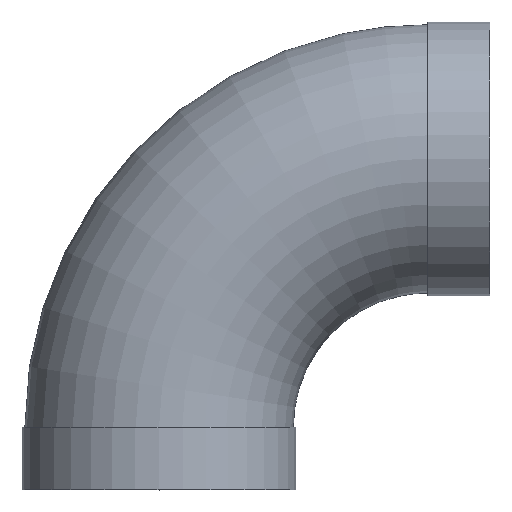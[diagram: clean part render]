
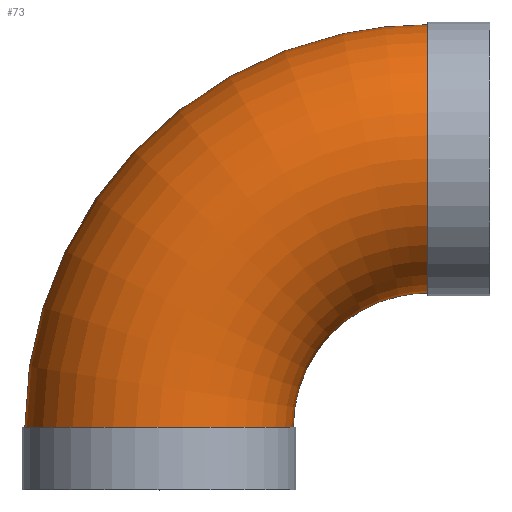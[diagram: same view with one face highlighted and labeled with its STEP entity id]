
A CAD part, top view. The second image highlights one B-rep face of the part: STEP entity #73.
In plain terms, the highlighted toroidal (fillet/blend) face has major radius 180 mm and minor radius 90 mm.
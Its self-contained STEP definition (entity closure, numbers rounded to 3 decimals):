
#73 = ADVANCED_FACE( '', ( #142, #143 ), #144, .T. );
#142 = FACE_OUTER_BOUND( '', #204, .T. );
#143 = FACE_OUTER_BOUND( '', #205, .T. );
#144 = TOROIDAL_SURFACE( '', #206, 180., 90. );
#204 = EDGE_LOOP( '', ( #268 ) );
#205 = EDGE_LOOP( '', ( #269 ) );
#206 = AXIS2_PLACEMENT_3D( '', #270, #271, #272 );
#268 = ORIENTED_EDGE( '', *, *, #315, .T. );
#269 = ORIENTED_EDGE( '', *, *, #308, .F. );
#270 = CARTESIAN_POINT( '', ( 180., 41.8, 0. ) );
#271 = DIRECTION( '', ( 0., 0., -1. ) );
#272 = DIRECTION( '', ( -1., 0., 0. ) );
#308 = EDGE_CURVE( '', #337, #337, #338, .T. );
#315 = EDGE_CURVE( '', #348, #348, #349, .T. );
#337 = VERTEX_POINT( '', #373 );
#338 = CIRCLE( '', #374, 90. );
#348 = VERTEX_POINT( '', #384 );
#349 = CIRCLE( '', #385, 90. );
#373 = CARTESIAN_POINT( '', ( 180., 131.8, 0. ) );
#374 = AXIS2_PLACEMENT_3D( '', #409, #410, #411 );
#384 = CARTESIAN_POINT( '', ( 90., 41.8, 0. ) );
#385 = AXIS2_PLACEMENT_3D( '', #421, #422, #423 );
#409 = CARTESIAN_POINT( '', ( 180., 221.8, 0. ) );
#410 = DIRECTION( '', ( 1., 0., 0. ) );
#411 = DIRECTION( '', ( 0., -1., 0. ) );
#421 = CARTESIAN_POINT( '', ( 0., 41.8, 0. ) );
#422 = DIRECTION( '', ( 0., 1., 0. ) );
#423 = DIRECTION( '', ( 1., 0., 0. ) );
